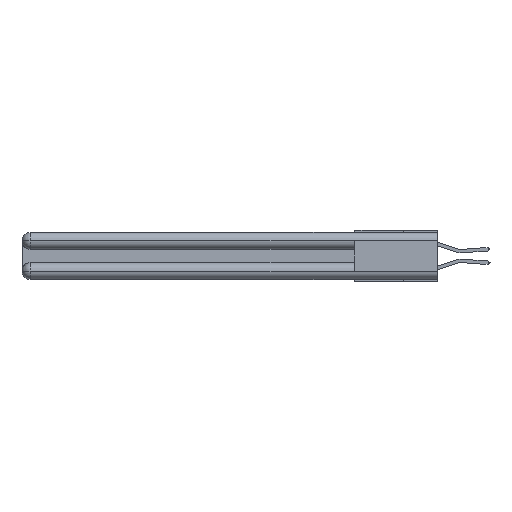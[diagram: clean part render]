
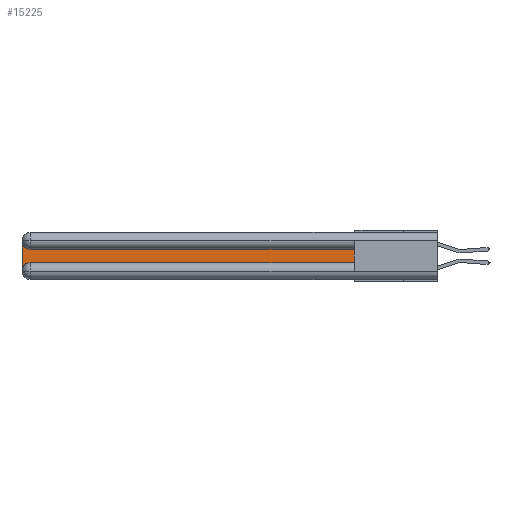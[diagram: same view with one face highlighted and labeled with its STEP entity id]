
A CAD part, left-side view. The second image highlights one B-rep face of the part: STEP entity #15225.
In plain terms, the highlighted planar face has unit normal (-1, 0, 0).
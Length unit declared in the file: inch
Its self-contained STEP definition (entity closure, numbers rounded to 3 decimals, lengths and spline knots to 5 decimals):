
#1353 = EDGE_CURVE ( 'NONE', #16223, #28471, #6086, .T. ) ;
#2484 = CIRCLE ( 'NONE', #21506, 0.06 ) ;
#2486 = FACE_OUTER_BOUND ( 'NONE', #27279, .T. ) ;
#3419 = DIRECTION ( 'NONE',  ( 0., 1., 0. ) ) ;
#3486 = CARTESIAN_POINT ( 'NONE',  ( 0.075, 3., -0.2175 ) ) ;
#4021 = PLANE ( 'NONE',  #6596 ) ;
#5952 = VERTEX_POINT ( 'NONE', #15920 ) ;
#6086 = LINE ( 'NONE', #12331, #19626 ) ;
#6395 = ORIENTED_EDGE ( 'NONE', *, *, #1353, .T. ) ;
#6596 = AXIS2_PLACEMENT_3D ( 'NONE', #24534, #10912, #26840 ) ;
#6744 = CARTESIAN_POINT ( 'NONE',  ( 0.075, 0.6, -0.2175 ) ) ;
#6886 = CARTESIAN_POINT ( 'NONE',  ( 0.075, 2.94, -0.2175 ) ) ;
#7488 = ORIENTED_EDGE ( 'NONE', *, *, #11607, .T. ) ;
#7906 = CARTESIAN_POINT ( 'NONE',  ( 0.075, 0.6, -0.1225 ) ) ;
#8539 = VECTOR ( 'NONE', #19132, 39.37008 ) ;
#9434 = CARTESIAN_POINT ( 'NONE',  ( 0.075, 0.6, -0.1225 ) ) ;
#10096 = CARTESIAN_POINT ( 'NONE',  ( 0.075, 2.94, -0.0625 ) ) ;
#10199 = VECTOR ( 'NONE', #3419, 39.37008 ) ;
#10381 = ORIENTED_EDGE ( 'NONE', *, *, #16798, .T. ) ;
#10912 = DIRECTION ( 'NONE',  ( 1., 0., 0. ) ) ;
#11407 = LINE ( 'NONE', #12360, #8539 ) ;
#11607 = EDGE_CURVE ( 'NONE', #16520, #16223, #11407, .T. ) ;
#12331 = CARTESIAN_POINT ( 'NONE',  ( 0.075, 0.6, -0.2175 ) ) ;
#12360 = CARTESIAN_POINT ( 'NONE',  ( 0.075, 0.6, -0.2175 ) ) ;
#13309 = DIRECTION ( 'NONE',  ( 1., 0., 0. ) ) ;
#13716 = LINE ( 'NONE', #9434, #10199 ) ;
#14797 = AXIS2_PLACEMENT_3D ( 'NONE', #10096, #25942, #24017 ) ;
#15225 = ADVANCED_FACE ( 'NONE', ( #2486 ), #4021, .F. ) ;
#15920 = CARTESIAN_POINT ( 'NONE',  ( 0.075, 2.94, -0.1225 ) ) ;
#16223 = VERTEX_POINT ( 'NONE', #6744 ) ;
#16228 = VERTEX_POINT ( 'NONE', #18484 ) ;
#16520 = VERTEX_POINT ( 'NONE', #6886 ) ;
#16798 = EDGE_CURVE ( 'NONE', #21895, #16228, #18341, .T. ) ;
#18341 = LINE ( 'NONE', #3486, #20804 ) ;
#18484 = CARTESIAN_POINT ( 'NONE',  ( 0.075, 3., -0.2775 ) ) ;
#19132 = DIRECTION ( 'NONE',  ( 0., -1., 0. ) ) ;
#19417 = DIRECTION ( 'NONE',  ( 0., 0., -1. ) ) ;
#19626 = VECTOR ( 'NONE', #21570, 39.37008 ) ;
#19970 = CARTESIAN_POINT ( 'NONE',  ( 0.075, 2.94, -0.2775 ) ) ;
#20380 = CARTESIAN_POINT ( 'NONE',  ( 0.075, 3., -0.0625 ) ) ;
#20804 = VECTOR ( 'NONE', #19417, 39.37008 ) ;
#21506 = AXIS2_PLACEMENT_3D ( 'NONE', #19970, #13309, #29091 ) ;
#21570 = DIRECTION ( 'NONE',  ( 0., 0., 1. ) ) ;
#21895 = VERTEX_POINT ( 'NONE', #20380 ) ;
#21954 = ORIENTED_EDGE ( 'NONE', *, *, #21989, .T. ) ;
#21989 = EDGE_CURVE ( 'NONE', #28471, #5952, #13716, .T. ) ;
#24017 = DIRECTION ( 'NONE',  ( 0., 0., -1. ) ) ;
#24534 = CARTESIAN_POINT ( 'NONE',  ( 0.075, 3., -0.1225 ) ) ;
#24611 = CIRCLE ( 'NONE', #14797, 0.06 ) ;
#25455 = EDGE_CURVE ( 'NONE', #5952, #21895, #24611, .T. ) ;
#25942 = DIRECTION ( 'NONE',  ( 1., 0., 0. ) ) ;
#25944 = ORIENTED_EDGE ( 'NONE', *, *, #29234, .T. ) ;
#26840 = DIRECTION ( 'NONE',  ( 0., 0., -1. ) ) ;
#27279 = EDGE_LOOP ( 'NONE', ( #21954, #27804, #10381, #25944, #7488, #6395 ) ) ;
#27804 = ORIENTED_EDGE ( 'NONE', *, *, #25455, .T. ) ;
#28471 = VERTEX_POINT ( 'NONE', #7906 ) ;
#29091 = DIRECTION ( 'NONE',  ( 0., 0., -1. ) ) ;
#29234 = EDGE_CURVE ( 'NONE', #16228, #16520, #2484, .T. ) ;
